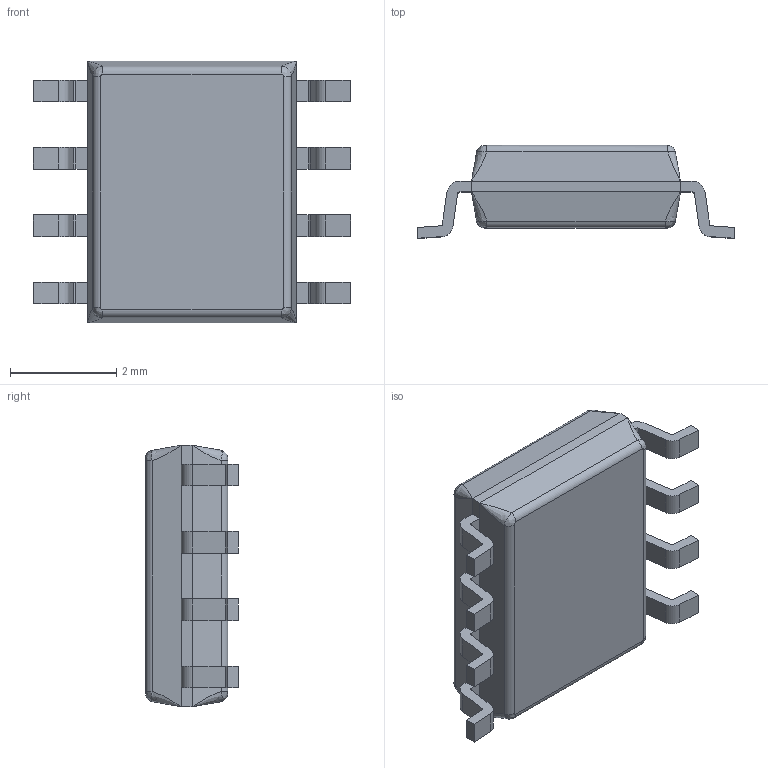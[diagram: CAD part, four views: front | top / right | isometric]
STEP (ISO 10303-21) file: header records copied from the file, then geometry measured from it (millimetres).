
FILE_DESCRIPTION (( 'STEP AP214' ), '1' );
FILE_NAME ('MLX75305KXD-AAA-000-RE.STEP', '2022-01-26T19:52:05', ( '' ), ( '' ), 'SwSTEP 2.0', 'SolidWorks 2017', '' );
FILE_SCHEMA (( 'AUTOMOTIVE_DESIGN' ));
Length unit declared in the file: millimetre
Products named in the file (1): MLX75305KXD-AAA-000-RE
Bounding box: 5.99 x 1.75 x 4.93 mm (x, y, z)
Volume: 28.3 mm3; surface area: 83.1 mm2
Topology: 12 solids, 12 shells, 188 faces, 456 edges, 287 vertices
Faces by surface type: plane 128, cylinder 44, bspline 16
Entity records: 5926 total; most frequent: CARTESIAN_POINT 1489, ORIENTED_EDGE 894, DIRECTION 846, EDGE_CURVE 447, VECTOR 328, LINE 328, VERTEX_POINT 287, AXIS2_PLACEMENT_3D 259
